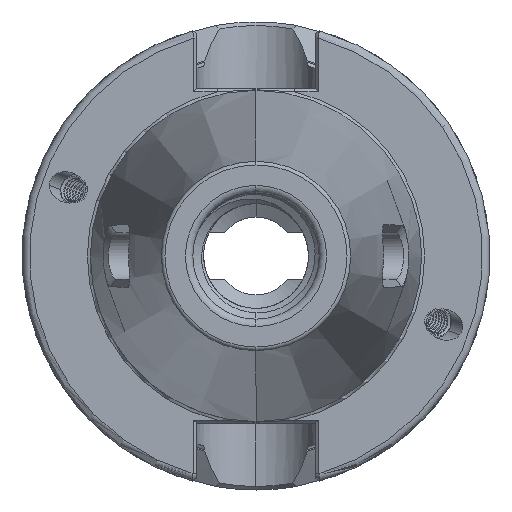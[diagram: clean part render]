
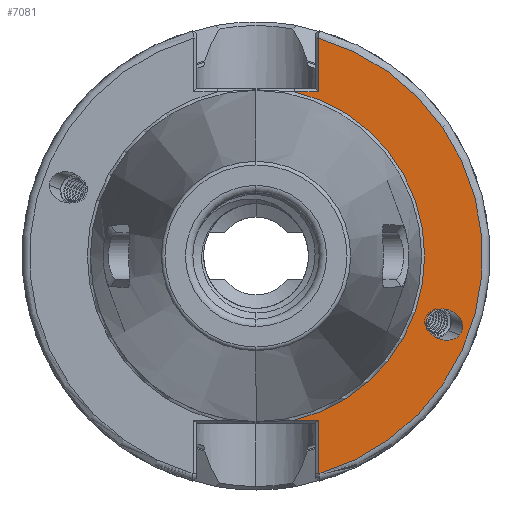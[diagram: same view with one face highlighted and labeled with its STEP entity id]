
A CAD part, left-side view. The second image highlights one B-rep face of the part: STEP entity #7081.
In plain terms, the highlighted planar face has unit normal (-1, 0, 0).
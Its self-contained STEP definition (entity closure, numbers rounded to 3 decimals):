
#2305 =( BOUNDED_CURVE ( )  B_SPLINE_CURVE ( 3, ( #11581, #11582, #11583, #11584 ),
 .UNSPECIFIED., .F., .F. ) 
 B_SPLINE_CURVE_WITH_KNOTS ( ( 4, 4 ),
 ( 0., 2.852 ),
 .UNSPECIFIED. ) 
 CURVE ( )  GEOMETRIC_REPRESENTATION_ITEM ( )  RATIONAL_B_SPLINE_CURVE ( ( 1., 0.43, 0.43, 1. ) ) 
 REPRESENTATION_ITEM ( '' )  );
#2313 =( BOUNDED_CURVE ( )  B_SPLINE_CURVE ( 3, ( #11565, #11566, #11567, #11568 ),
 .UNSPECIFIED., .F., .T. ) 
 B_SPLINE_CURVE_WITH_KNOTS ( ( 4, 4 ),
 ( 2.852, 5.993 ),
 .UNSPECIFIED. ) 
 CURVE ( )  GEOMETRIC_REPRESENTATION_ITEM ( )  RATIONAL_B_SPLINE_CURVE ( ( 1., 0.333, 0.333, 1. ) ) 
 REPRESENTATION_ITEM ( '' )  );
#2993 = EDGE_LOOP ( 'NONE', ( #13302, #13303, #13299 ) ) ;
#2994 = EDGE_LOOP ( 'NONE', ( #13304, #13306, #13305, #13307, #13308, #13309 ) ) ;
#3591 = CARTESIAN_POINT ( 'NONE',  ( 0., 0., 0. ) ) ;
#3592 = DIRECTION ( 'NONE',  ( 1., 0., 0. ) ) ;
#3593 = DIRECTION ( 'NONE',  ( 0., 0., -1. ) ) ;
#3821 = VERTEX_POINT ( 'NONE', #12056 ) ;
#3822 = VERTEX_POINT ( 'NONE', #12057 ) ;
#3823 = VERTEX_POINT ( 'NONE', #12058 ) ;
#3824 = VERTEX_POINT ( 'NONE', #12059 ) ;
#4076 = CARTESIAN_POINT ( 'NONE',  ( 0., -5.175, -22.1 ) ) ;
#4099 = CARTESIAN_POINT ( 'NONE',  ( 0., -23.318, -7.864 ) ) ;
#4123 = CARTESIAN_POINT ( 'NONE',  ( 0., -23.02, -8.379 ) ) ;
#4129 = CARTESIAN_POINT ( 'NONE',  ( 0., -5.175, 22.1 ) ) ;
#4135 = CARTESIAN_POINT ( 'NONE',  ( 0., -27.425, -10.605 ) ) ;
#4844 =( BOUNDED_CURVE ( )  B_SPLINE_CURVE ( 3, ( #5679, #5681, #5683, #5685 ),
 .UNSPECIFIED., .F., .T. ) 
 B_SPLINE_CURVE_WITH_KNOTS ( ( 4, 4 ),
 ( 5.993, 6.283 ),
 .UNSPECIFIED. ) 
 CURVE ( )  GEOMETRIC_REPRESENTATION_ITEM ( )  RATIONAL_B_SPLINE_CURVE ( ( 1., 0.993, 0.993, 1. ) ) 
 REPRESENTATION_ITEM ( '' )  );
#5650 = CARTESIAN_POINT ( 'NONE',  ( 0., 0., 0. ) ) ;
#5652 = LINE ( 'NONE', #5654, #8600 ) ;
#5654 = CARTESIAN_POINT ( 'NONE',  ( 0., 22.698, 22.1 ) ) ;
#5656 = DIRECTION ( 'NONE',  ( 0., 1., 0. ) ) ;
#5658 = LINE ( 'NONE', #5660, #8602 ) ;
#5660 = CARTESIAN_POINT ( 'NONE',  ( 0., -8.395, 0. ) ) ;
#5661 = DIRECTION ( 'NONE',  ( 0., 0., -1. ) ) ;
#5663 = DIRECTION ( 'NONE',  ( 1., 0., 0. ) ) ;
#5665 = DIRECTION ( 'NONE',  ( 0., 0., -1. ) ) ;
#5668 = LINE ( 'NONE', #5670, #8603 ) ;
#5670 = CARTESIAN_POINT ( 'NONE',  ( 0., 2.106, -22.1 ) ) ;
#5672 = DIRECTION ( 'NONE',  ( 0., -1., 0. ) ) ;
#5674 = LINE ( 'NONE', #5675, #8604 ) ;
#5675 = CARTESIAN_POINT ( 'NONE',  ( 0., -8.479, -29.418 ) ) ;
#5677 = DIRECTION ( 'NONE',  ( 0., 0., -1. ) ) ;
#5679 = CARTESIAN_POINT ( 'NONE',  ( 0., -23.318, -7.864 ) ) ;
#5681 = CARTESIAN_POINT ( 'NONE',  ( 0., -23.188, -8.019 ) ) ;
#5683 = CARTESIAN_POINT ( 'NONE',  ( 0., -23.088, -8.192 ) ) ;
#5685 = CARTESIAN_POINT ( 'NONE',  ( 0., -23.02, -8.379 ) ) ;
#6186 = CIRCLE ( 'NONE', #8599, 30.5 ) ;
#6222 = CIRCLE ( 'NONE', #12742, 22.698 ) ;
#6913 = EDGE_CURVE ( 'NONE', #11876, #11840, #2313, .T. ) ;
#6918 = EDGE_CURVE ( 'NONE', #11864, #11876, #2305, .T. ) ;
#7081 = ADVANCED_FACE ( 'NONE', ( #9595, #9599 ), #8959, .T. ) ;
#8599 = AXIS2_PLACEMENT_3D ( 'NONE', #5650, #5663, #5665 ) ;
#8600 = VECTOR ( 'NONE', #5656, 1000. ) ;
#8602 = VECTOR ( 'NONE', #5661, 1000. ) ;
#8603 = VECTOR ( 'NONE', #5672, 1000. ) ;
#8604 = VECTOR ( 'NONE', #5677, 1000. ) ;
#8959 = PLANE ( 'NONE',  #9602 ) ;
#8960 = CARTESIAN_POINT ( 'NONE',  ( 0., 22.698, 0. ) ) ;
#8961 = DIRECTION ( 'NONE',  ( -1., 0., 0. ) ) ;
#8962 = DIRECTION ( 'NONE',  ( 0., 0., 1. ) ) ;
#9595 = FACE_BOUND ( 'NONE', #2993, .T. ) ;
#9599 = FACE_OUTER_BOUND ( 'NONE', #2994, .T. ) ;
#9602 = AXIS2_PLACEMENT_3D ( 'NONE', #8960, #8961, #8962 ) ;
#9751 = EDGE_CURVE ( 'NONE', #3824, #11870, #5652, .T. ) ;
#9752 = EDGE_CURVE ( 'NONE', #3823, #3824, #5658, .T. ) ;
#9753 = EDGE_CURVE ( 'NONE', #3823, #3822, #6186, .T. ) ;
#9754 = EDGE_CURVE ( 'NONE', #11817, #3821, #5668, .T. ) ;
#9755 = EDGE_CURVE ( 'NONE', #3821, #3822, #5674, .T. ) ;
#9756 = EDGE_CURVE ( 'NONE', #11840, #11864, #4844, .T. ) ;
#11565 = CARTESIAN_POINT ( 'NONE',  ( 0., -27.425, -10.605 ) ) ;
#11566 = CARTESIAN_POINT ( 'NONE',  ( 0., -30.113, -7.402 ) ) ;
#11567 = CARTESIAN_POINT ( 'NONE',  ( 0., -26.006, -4.661 ) ) ;
#11568 = CARTESIAN_POINT ( 'NONE',  ( 0., -23.318, -7.864 ) ) ;
#11581 = CARTESIAN_POINT ( 'NONE',  ( 0., -23.02, -8.379 ) ) ;
#11582 = CARTESIAN_POINT ( 'NONE',  ( 0., -21.943, -11.337 ) ) ;
#11583 = CARTESIAN_POINT ( 'NONE',  ( 0., -25.361, -13.065 ) ) ;
#11584 = CARTESIAN_POINT ( 'NONE',  ( 0., -27.425, -10.605 ) ) ;
#11817 = VERTEX_POINT ( 'NONE', #4076 ) ;
#11840 = VERTEX_POINT ( 'NONE', #4099 ) ;
#11864 = VERTEX_POINT ( 'NONE', #4123 ) ;
#11870 = VERTEX_POINT ( 'NONE', #4129 ) ;
#11876 = VERTEX_POINT ( 'NONE', #4135 ) ;
#12056 = CARTESIAN_POINT ( 'NONE',  ( 0., -8.479, -22.1 ) ) ;
#12057 = CARTESIAN_POINT ( 'NONE',  ( 0., -8.479, -29.298 ) ) ;
#12058 = CARTESIAN_POINT ( 'NONE',  ( 0., -8.395, 29.322 ) ) ;
#12059 = CARTESIAN_POINT ( 'NONE',  ( 0., -8.395, 22.1 ) ) ;
#12208 = EDGE_CURVE ( 'NONE', #11870, #11817, #6222, .T. ) ;
#12742 = AXIS2_PLACEMENT_3D ( 'NONE', #3591, #3592, #3593 ) ;
#13299 = ORIENTED_EDGE ( 'NONE', *, *, #6913, .F. ) ;
#13302 = ORIENTED_EDGE ( 'NONE', *, *, #6918, .F. ) ;
#13303 = ORIENTED_EDGE ( 'NONE', *, *, #9756, .F. ) ;
#13304 = ORIENTED_EDGE ( 'NONE', *, *, #9754, .T. ) ;
#13305 = ORIENTED_EDGE ( 'NONE', *, *, #9753, .F. ) ;
#13306 = ORIENTED_EDGE ( 'NONE', *, *, #9755, .T. ) ;
#13307 = ORIENTED_EDGE ( 'NONE', *, *, #9752, .T. ) ;
#13308 = ORIENTED_EDGE ( 'NONE', *, *, #9751, .T. ) ;
#13309 = ORIENTED_EDGE ( 'NONE', *, *, #12208, .T. ) ;
